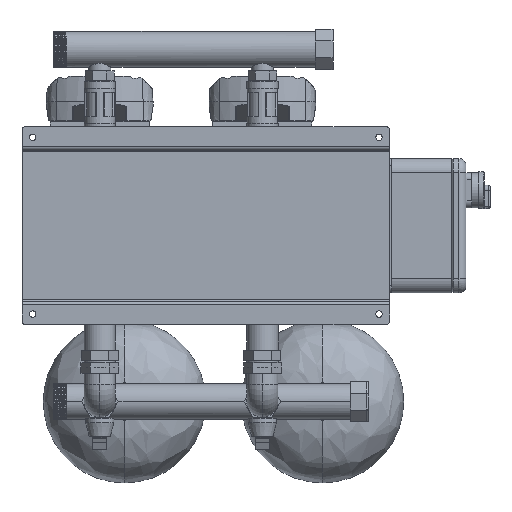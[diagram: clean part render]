
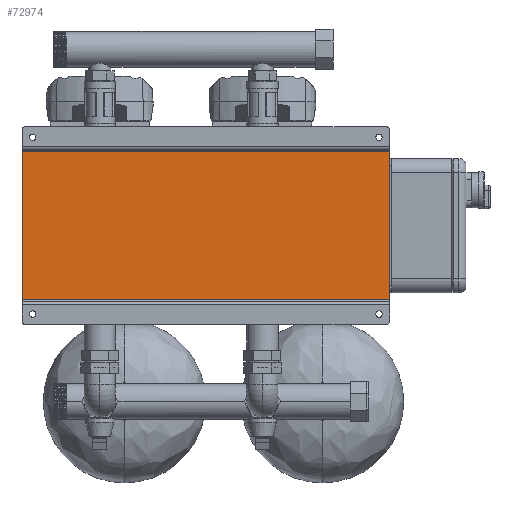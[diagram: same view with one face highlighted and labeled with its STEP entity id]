
A CAD part, front view. The second image highlights one B-rep face of the part: STEP entity #72974.
In plain terms, the highlighted planar face has unit normal (0, -1, 0).
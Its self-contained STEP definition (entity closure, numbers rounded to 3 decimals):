
#7947 = VERTEX_POINT ( 'NONE', #20939 ) ;
#11793 = CARTESIAN_POINT ( 'NONE',  ( 260., 51., -105. ) ) ;
#12350 = VERTEX_POINT ( 'NONE', #131305 ) ;
#12394 = DIRECTION ( 'NONE',  ( 0., 0., -1. ) ) ;
#20367 = LINE ( 'NONE', #32724, #88471 ) ;
#20939 = CARTESIAN_POINT ( 'NONE',  ( -260., 51., -105. ) ) ;
#21847 = ORIENTED_EDGE ( 'NONE', *, *, #136712, .F. ) ;
#22374 = DIRECTION ( 'NONE',  ( 0., 1., 0. ) ) ;
#32724 = CARTESIAN_POINT ( 'NONE',  ( 260., 51., 105. ) ) ;
#41466 = ORIENTED_EDGE ( 'NONE', *, *, #102290, .T. ) ;
#42908 = CARTESIAN_POINT ( 'NONE',  ( 260., 51., -105. ) ) ;
#45883 = DIRECTION ( 'NONE',  ( 0., 0., -1. ) ) ;
#56493 = LINE ( 'NONE', #81917, #108583 ) ;
#57848 = VERTEX_POINT ( 'NONE', #42908 ) ;
#63945 = VECTOR ( 'NONE', #12394, 1000. ) ;
#67714 = EDGE_CURVE ( 'NONE', #68176, #57848, #20367, .T. ) ;
#68176 = VERTEX_POINT ( 'NONE', #73227 ) ;
#72974 = ADVANCED_FACE ( 'NONE', ( #104796 ), #103928, .F. ) ;
#73227 = CARTESIAN_POINT ( 'NONE',  ( 260., 51., 105. ) ) ;
#75873 = DIRECTION ( 'NONE',  ( 0., 0., 1. ) ) ;
#79047 = LINE ( 'NONE', #132540, #63945 ) ;
#81917 = CARTESIAN_POINT ( 'NONE',  ( 260., 51., -105. ) ) ;
#83942 = ORIENTED_EDGE ( 'NONE', *, *, #146153, .T. ) ;
#86751 = EDGE_LOOP ( 'NONE', ( #83942, #21847, #138843, #41466 ) ) ;
#88471 = VECTOR ( 'NONE', #45883, 1000. ) ;
#91273 = DIRECTION ( 'NONE',  ( -1., 0., 0. ) ) ;
#101882 = CARTESIAN_POINT ( 'NONE',  ( 260., 51., 105. ) ) ;
#102290 = EDGE_CURVE ( 'NONE', #68176, #12350, #157853, .T. ) ;
#103928 = PLANE ( 'NONE',  #162726 ) ;
#104796 = FACE_OUTER_BOUND ( 'NONE', #86751, .T. ) ;
#106538 = DIRECTION ( 'NONE',  ( -1., 0., 0. ) ) ;
#108583 = VECTOR ( 'NONE', #106538, 1000. ) ;
#131305 = CARTESIAN_POINT ( 'NONE',  ( -260., 51., 105. ) ) ;
#132540 = CARTESIAN_POINT ( 'NONE',  ( -260., 51., -105. ) ) ;
#136712 = EDGE_CURVE ( 'NONE', #57848, #7947, #56493, .T. ) ;
#138843 = ORIENTED_EDGE ( 'NONE', *, *, #67714, .F. ) ;
#146153 = EDGE_CURVE ( 'NONE', #12350, #7947, #79047, .T. ) ;
#154941 = VECTOR ( 'NONE', #91273, 1000. ) ;
#157853 = LINE ( 'NONE', #101882, #154941 ) ;
#162726 = AXIS2_PLACEMENT_3D ( 'NONE', #11793, #22374, #75873 ) ;
